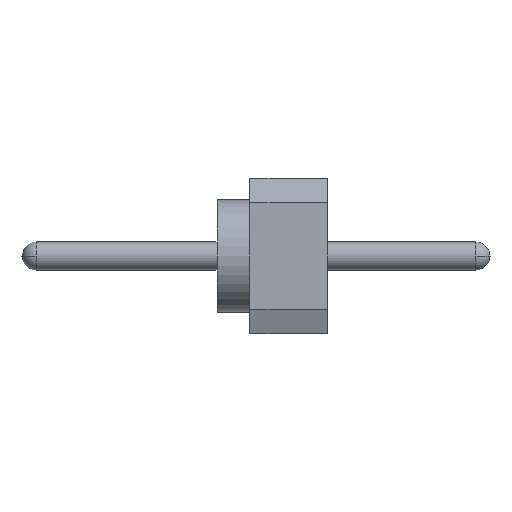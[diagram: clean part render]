
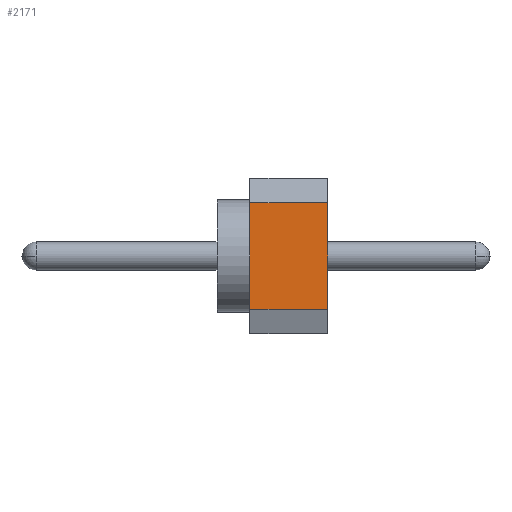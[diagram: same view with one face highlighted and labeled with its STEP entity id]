
A CAD part, left-side view. The second image highlights one B-rep face of the part: STEP entity #2171.
In plain terms, the highlighted planar face has unit normal (-1, 0, 0).
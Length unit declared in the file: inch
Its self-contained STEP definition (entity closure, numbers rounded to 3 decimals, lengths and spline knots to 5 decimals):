
#19 = DIRECTION ( 'NONE',  ( 0., 1., 0. ) ) ;
#40 = AXIS2_PLACEMENT_3D ( 'NONE', #442, #584, #1214 ) ;
#87 = VECTOR ( 'NONE', #1765, 39.37008 ) ;
#111 = EDGE_CURVE ( 'NONE', #158, #2274, #983, .T. ) ;
#158 = VERTEX_POINT ( 'NONE', #612 ) ;
#213 = VERTEX_POINT ( 'NONE', #876 ) ;
#312 = EDGE_CURVE ( 'NONE', #158, #213, #2480, .T. ) ;
#383 = CARTESIAN_POINT ( 'NONE',  ( -0.01203, 0., -0.01575 ) ) ;
#442 = CARTESIAN_POINT ( 'NONE',  ( -0.01203, -0.05, -0.08425 ) ) ;
#527 = CARTESIAN_POINT ( 'NONE',  ( -0.01203, 0., -0.08425 ) ) ;
#584 = DIRECTION ( 'NONE',  ( -1., 0., 0. ) ) ;
#588 = VECTOR ( 'NONE', #2025, 39.37008 ) ;
#612 = CARTESIAN_POINT ( 'NONE',  ( -0.01203, -0.05, -0.08425 ) ) ;
#677 = CARTESIAN_POINT ( 'NONE',  ( -0.01203, -0.05, -0.08425 ) ) ;
#876 = CARTESIAN_POINT ( 'NONE',  ( -0.01203, -0.05, -0.01575 ) ) ;
#983 = LINE ( 'NONE', #2031, #1740 ) ;
#1032 = ORIENTED_EDGE ( 'NONE', *, *, #1615, .T. ) ;
#1053 = ORIENTED_EDGE ( 'NONE', *, *, #312, .T. ) ;
#1137 = CARTESIAN_POINT ( 'NONE',  ( -0.01203, -0.05, -0.01575 ) ) ;
#1194 = LINE ( 'NONE', #1137, #87 ) ;
#1214 = DIRECTION ( 'NONE',  ( 0., 0., 1. ) ) ;
#1244 = VECTOR ( 'NONE', #1271, 39.37008 ) ;
#1271 = DIRECTION ( 'NONE',  ( 0., 0., 1. ) ) ;
#1446 = FACE_OUTER_BOUND ( 'NONE', #2011, .T. ) ;
#1615 = EDGE_CURVE ( 'NONE', #213, #1655, #1194, .T. ) ;
#1655 = VERTEX_POINT ( 'NONE', #383 ) ;
#1740 = VECTOR ( 'NONE', #19, 39.37008 ) ;
#1741 = ORIENTED_EDGE ( 'NONE', *, *, #111, .F. ) ;
#1765 = DIRECTION ( 'NONE',  ( 0., 1., 0. ) ) ;
#1827 = ORIENTED_EDGE ( 'NONE', *, *, #2564, .F. ) ;
#1866 = CARTESIAN_POINT ( 'NONE',  ( -0.01203, 0., -0.08425 ) ) ;
#2011 = EDGE_LOOP ( 'NONE', ( #1827, #1741, #1053, #1032 ) ) ;
#2025 = DIRECTION ( 'NONE',  ( 0., 0., 1. ) ) ;
#2031 = CARTESIAN_POINT ( 'NONE',  ( -0.01203, -0.05, -0.08425 ) ) ;
#2038 = LINE ( 'NONE', #1866, #588 ) ;
#2171 = ADVANCED_FACE ( 'NONE', ( #1446 ), #2268, .T. ) ;
#2268 = PLANE ( 'NONE',  #40 ) ;
#2274 = VERTEX_POINT ( 'NONE', #527 ) ;
#2480 = LINE ( 'NONE', #677, #1244 ) ;
#2564 = EDGE_CURVE ( 'NONE', #2274, #1655, #2038, .T. ) ;
